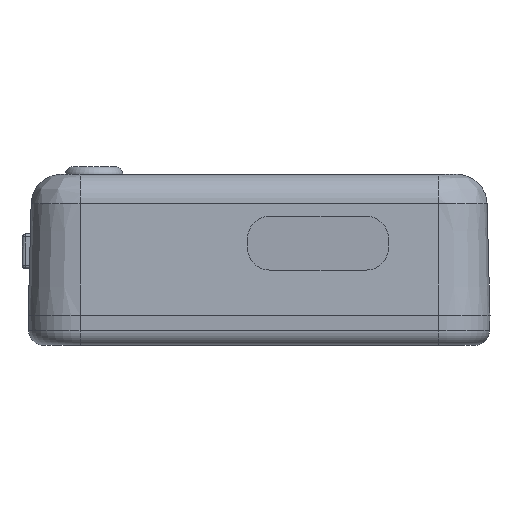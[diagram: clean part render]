
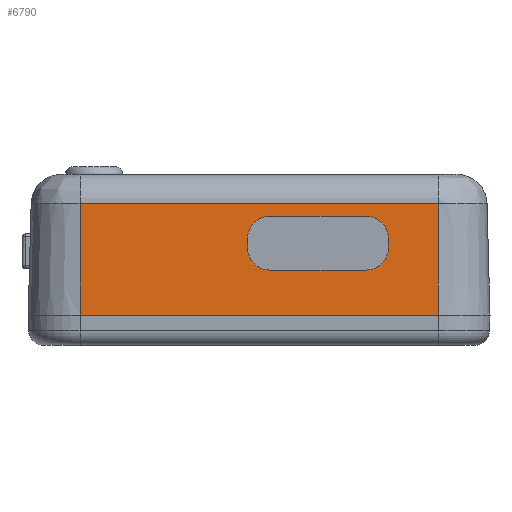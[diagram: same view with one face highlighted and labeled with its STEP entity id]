
A CAD part, front view. The second image highlights one B-rep face of the part: STEP entity #6790.
In plain terms, the highlighted planar face has unit normal (0, -1, 0.026).
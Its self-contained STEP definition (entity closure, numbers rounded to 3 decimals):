
#1128=DIRECTION('',(1.,0.,0.));
#1129=VECTOR('',#1128,23.784);
#1130=CARTESIAN_POINT('',(1.1,-2.151,4.212));
#1131=LINE('',#1130,#1129);
#1135=DIRECTION('',(0.,-0.026,-1.));
#1136=VECTOR('',#1135,7.415);
#1137=CARTESIAN_POINT('',(24.884,-2.151,4.212));
#1138=LINE('',#1137,#1136);
#1142=DIRECTION('',(0.,-0.026,-1.));
#1143=VECTOR('',#1142,7.415);
#1144=CARTESIAN_POINT('',(1.1,-2.151,4.212));
#1145=LINE('',#1144,#1143);
#1149=DIRECTION('',(-1.,0.,0.));
#1150=VECTOR('',#1149,6.44);
#1151=CARTESIAN_POINT('',(20.122,-2.173,3.36));
#1152=LINE('',#1151,#1150);
#1156=CARTESIAN_POINT('',(13.682,-2.173,3.36));
#1157=CARTESIAN_POINT('',(13.44,-2.173,3.36));
#1158=CARTESIAN_POINT('',(13.062,-2.176,3.255));
#1159=CARTESIAN_POINT('',(12.635,-2.184,2.957));
#1160=CARTESIAN_POINT('',(12.337,-2.195,2.53));
#1161=CARTESIAN_POINT('',(12.232,-2.205,2.152));
#1162=CARTESIAN_POINT('',(12.232,-2.211,1.91));
#1167=DIRECTION('',(0.,-0.026,-1.));
#1168=VECTOR('',#1167,0.66);
#1169=CARTESIAN_POINT('',(12.232,-2.211,1.91));
#1170=LINE('',#1169,#1168);
#1174=CARTESIAN_POINT('',(12.232,-2.229,1.25));
#1175=CARTESIAN_POINT('',(12.232,-2.235,1.008));
#1176=CARTESIAN_POINT('',(12.337,-2.245,
0.63));
#1177=CARTESIAN_POINT('',(12.635,-2.256,
0.203));
#1178=CARTESIAN_POINT('',(13.062,-2.264,
-0.095));
#1179=CARTESIAN_POINT('',(13.44,-2.267,
-0.2));
#1180=CARTESIAN_POINT('',(13.682,-2.267,
-0.2));
#1185=DIRECTION('',(1.,0.,0.));
#1186=VECTOR('',#1185,6.44);
#1187=CARTESIAN_POINT('',(13.682,-2.267,
-0.2));
#1188=LINE('',#1187,#1186);
#1192=CARTESIAN_POINT('',(20.122,-2.267,
-0.2));
#1193=CARTESIAN_POINT('',(20.364,-2.267,
-0.2));
#1194=CARTESIAN_POINT('',(20.742,-2.264,
-0.095));
#1195=CARTESIAN_POINT('',(21.169,-2.256,
0.203));
#1196=CARTESIAN_POINT('',(21.467,-2.245,
0.63));
#1197=CARTESIAN_POINT('',(21.572,-2.235,1.008));
#1198=CARTESIAN_POINT('',(21.572,-2.229,1.25));
#1203=DIRECTION('',(0.,0.026,1.));
#1204=VECTOR('',#1203,0.66);
#1205=CARTESIAN_POINT('',(21.572,-2.229,1.25));
#1206=LINE('',#1205,#1204);
#1210=CARTESIAN_POINT('',(21.572,-2.211,1.91));
#1211=CARTESIAN_POINT('',(21.572,-2.205,2.152));
#1212=CARTESIAN_POINT('',(21.467,-2.195,2.53));
#1213=CARTESIAN_POINT('',(21.169,-2.184,2.957));
#1214=CARTESIAN_POINT('',(20.742,-2.176,3.255));
#1215=CARTESIAN_POINT('',(20.364,-2.173,3.36));
#1216=CARTESIAN_POINT('',(20.122,-2.173,3.36));
#1294=DIRECTION('',(1.,0.,0.));
#1295=VECTOR('',#1294,23.784);
#1296=CARTESIAN_POINT('',(1.1,-2.345,-3.2));
#1297=LINE('',#1296,#1295);
#5253=CARTESIAN_POINT('',(1.1,-2.345,-3.2));
#5254=CARTESIAN_POINT('',(24.884,-2.345,-3.2));
#5255=VERTEX_POINT('',#5253);
#5256=VERTEX_POINT('',#5254);
#5301=CARTESIAN_POINT('',(24.884,-2.151,4.212));
#5303=VERTEX_POINT('',#5301);
#5327=CARTESIAN_POINT('',(1.1,-2.151,4.212));
#5328=VERTEX_POINT('',#5327);
#5484=CARTESIAN_POINT('',(20.122,-2.173,3.36));
#5485=CARTESIAN_POINT('',(13.682,-2.173,3.36));
#5486=VERTEX_POINT('',#5484);
#5487=VERTEX_POINT('',#5485);
#5488=VERTEX_POINT('',#1162);
#5489=CARTESIAN_POINT('',(12.232,-2.229,1.25));
#5490=VERTEX_POINT('',#5489);
#5491=VERTEX_POINT('',#1180);
#5492=CARTESIAN_POINT('',(20.122,-2.267,
-0.2));
#5493=VERTEX_POINT('',#5492);
#5494=VERTEX_POINT('',#1198);
#5495=CARTESIAN_POINT('',(21.572,-2.211,1.91));
#5496=VERTEX_POINT('',#5495);
#6759=CARTESIAN_POINT('',(-3.976,-2.1,6.16));
#6760=DIRECTION('',(0.,-1.,0.026));
#6761=DIRECTION('',(1.,0.,0.));
#6762=AXIS2_PLACEMENT_3D('',#6759,#6760,#6761);
#6763=PLANE('',#6762);
#6764=ORIENTED_EDGE('',*,*,#6524,.T.);
#6766=ORIENTED_EDGE('',*,*,#6765,.T.);
#6768=ORIENTED_EDGE('',*,*,#6767,.F.);
#6769=ORIENTED_EDGE('',*,*,#6744,.F.);
#6770=EDGE_LOOP('',(#6764,#6766,#6768,#6769));
#6771=FACE_OUTER_BOUND('',#6770,.F.);
#6773=ORIENTED_EDGE('',*,*,#6772,.T.);
#6775=ORIENTED_EDGE('',*,*,#6774,.T.);
#6777=ORIENTED_EDGE('',*,*,#6776,.T.);
#6779=ORIENTED_EDGE('',*,*,#6778,.T.);
#6781=ORIENTED_EDGE('',*,*,#6780,.T.);
#6783=ORIENTED_EDGE('',*,*,#6782,.T.);
#6785=ORIENTED_EDGE('',*,*,#6784,.T.);
#6787=ORIENTED_EDGE('',*,*,#6786,.T.);
#6788=EDGE_LOOP('',(#6773,#6775,#6777,#6779,#6781,#6783,#6785,#6787));
#6789=FACE_BOUND('',#6788,.F.);
#1163=B_SPLINE_CURVE_WITH_KNOTS('',3,(#1156,#1157,#1158,#1159,#1160,#1161,
#1162),.UNSPECIFIED.,.F.,.F.,(4,1,1,1,4),(0.,0.25,0.5,0.75,1.),
.UNSPECIFIED.);
#1181=B_SPLINE_CURVE_WITH_KNOTS('',3,(#1174,#1175,#1176,#1177,#1178,#1179,
#1180),.UNSPECIFIED.,.F.,.F.,(4,1,1,1,4),(0.,0.25,0.5,0.75,1.),
.UNSPECIFIED.);
#1199=B_SPLINE_CURVE_WITH_KNOTS('',3,(#1192,#1193,#1194,#1195,#1196,#1197,
#1198),.UNSPECIFIED.,.F.,.F.,(4,1,1,1,4),(0.,0.25,0.5,0.75,1.),
.UNSPECIFIED.);
#1217=B_SPLINE_CURVE_WITH_KNOTS('',3,(#1210,#1211,#1212,#1213,#1214,#1215,
#1216),.UNSPECIFIED.,.F.,.F.,(4,1,1,1,4),(0.,0.25,0.5,0.75,1.),
.UNSPECIFIED.);
#6524=EDGE_CURVE('',#5328,#5303,#1131,.T.);
#6744=EDGE_CURVE('',#5328,#5255,#1145,.T.);
#6765=EDGE_CURVE('',#5303,#5256,#1138,.T.);
#6767=EDGE_CURVE('',#5255,#5256,#1297,.T.);
#6772=EDGE_CURVE('',#5486,#5487,#1152,.T.);
#6774=EDGE_CURVE('',#5487,#5488,#1163,.T.);
#6776=EDGE_CURVE('',#5488,#5490,#1170,.T.);
#6778=EDGE_CURVE('',#5490,#5491,#1181,.T.);
#6780=EDGE_CURVE('',#5491,#5493,#1188,.T.);
#6782=EDGE_CURVE('',#5493,#5494,#1199,.T.);
#6784=EDGE_CURVE('',#5494,#5496,#1206,.T.);
#6786=EDGE_CURVE('',#5496,#5486,#1217,.T.);
#6790=ADVANCED_FACE('',(#6771,#6789),#6763,.T.);
